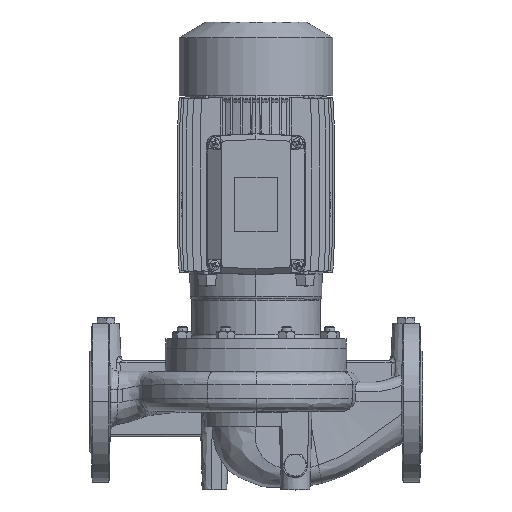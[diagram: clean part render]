
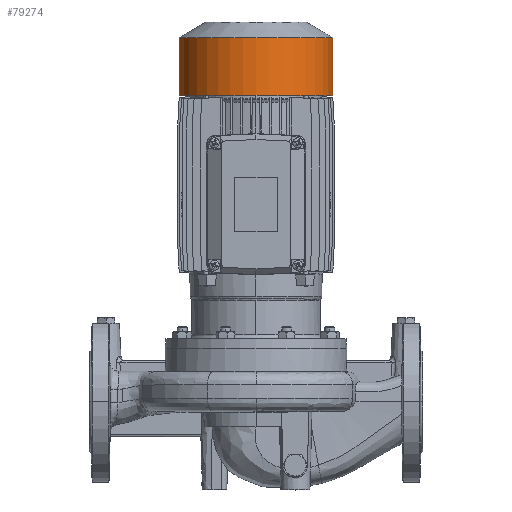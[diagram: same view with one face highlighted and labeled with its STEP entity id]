
A CAD part, top view. The second image highlights one B-rep face of the part: STEP entity #79274.
In plain terms, the highlighted cylindrical face has radius 78.5 mm (diameter 157 mm), a partial arc.
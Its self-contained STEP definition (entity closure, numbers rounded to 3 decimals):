
#5049 = VERTEX_POINT ( 'NONE', #74669 ) ;
#6506 = CARTESIAN_POINT ( 'NONE',  ( 78.5, 317.123, 0. ) ) ;
#7282 = CARTESIAN_POINT ( 'NONE',  ( -78.5, 317.123, 0. ) ) ;
#9539 = VECTOR ( 'NONE', #37978, 1000. ) ;
#10799 = DIRECTION ( 'NONE',  ( -1., 0., 0. ) ) ;
#11130 = EDGE_CURVE ( 'NONE', #97416, #97667, #54436, .T. ) ;
#14403 = EDGE_CURVE ( 'NONE', #5049, #97712, #77070, .T. ) ;
#15252 = EDGE_CURVE ( 'NONE', #97416, #97712, #92150, .T. ) ;
#18652 = EDGE_LOOP ( 'NONE', ( #58344, #101388, #57688, #61261 ) ) ;
#19989 = CARTESIAN_POINT ( 'NONE',  ( -78.5, 317.123, 0. ) ) ;
#27620 = DIRECTION ( 'NONE',  ( -1., 0., 0. ) ) ;
#31533 = LINE ( 'NONE', #7282, #52231 ) ;
#32031 = DIRECTION ( 'NONE',  ( 0., -1., 0. ) ) ;
#35604 = CARTESIAN_POINT ( 'NONE',  ( 0., 317.123, 0. ) ) ;
#36870 = FACE_OUTER_BOUND ( 'NONE', #18652, .T. ) ;
#37978 = DIRECTION ( 'NONE',  ( 0., -1., 0. ) ) ;
#43324 = DIRECTION ( 'NONE',  ( 0., 1., 0. ) ) ;
#44869 = DIRECTION ( 'NONE',  ( -1., 0., 0. ) ) ;
#50824 = CARTESIAN_POINT ( 'NONE',  ( 0., 317.123, 0. ) ) ;
#52231 = VECTOR ( 'NONE', #32031, 1000. ) ;
#54436 = CIRCLE ( 'NONE', #74275, 78.5 ) ;
#55890 = EDGE_CURVE ( 'NONE', #97667, #5049, #31533, .T. ) ;
#57688 = ORIENTED_EDGE ( 'NONE', *, *, #55890, .T. ) ;
#58344 = ORIENTED_EDGE ( 'NONE', *, *, #15252, .F. ) ;
#59330 = DIRECTION ( 'NONE',  ( 0., -1., 0. ) ) ;
#61261 = ORIENTED_EDGE ( 'NONE', *, *, #14403, .T. ) ;
#74275 = AXIS2_PLACEMENT_3D ( 'NONE', #35604, #59330, #44869 ) ;
#74669 = CARTESIAN_POINT ( 'NONE',  ( -78.5, 258., 0. ) ) ;
#77070 = CIRCLE ( 'NONE', #83634, 78.5 ) ;
#78329 = CARTESIAN_POINT ( 'NONE',  ( 78.5, 317.123, 0. ) ) ;
#79274 = ADVANCED_FACE ( 'NONE', ( #36870 ), #99298, .T. ) ;
#82317 = DIRECTION ( 'NONE',  ( 0., -1., 0. ) ) ;
#83634 = AXIS2_PLACEMENT_3D ( 'NONE', #97482, #43324, #10799 ) ;
#85367 = AXIS2_PLACEMENT_3D ( 'NONE', #50824, #82317, #27620 ) ;
#92150 = LINE ( 'NONE', #6506, #9539 ) ;
#96853 = CARTESIAN_POINT ( 'NONE',  ( 78.5, 258., 0. ) ) ;
#97416 = VERTEX_POINT ( 'NONE', #78329 ) ;
#97482 = CARTESIAN_POINT ( 'NONE',  ( 0., 258., 0. ) ) ;
#97667 = VERTEX_POINT ( 'NONE', #19989 ) ;
#97712 = VERTEX_POINT ( 'NONE', #96853 ) ;
#99298 = CYLINDRICAL_SURFACE ( 'NONE', #85367, 78.5 ) ;
#101388 = ORIENTED_EDGE ( 'NONE', *, *, #11130, .T. ) ;
